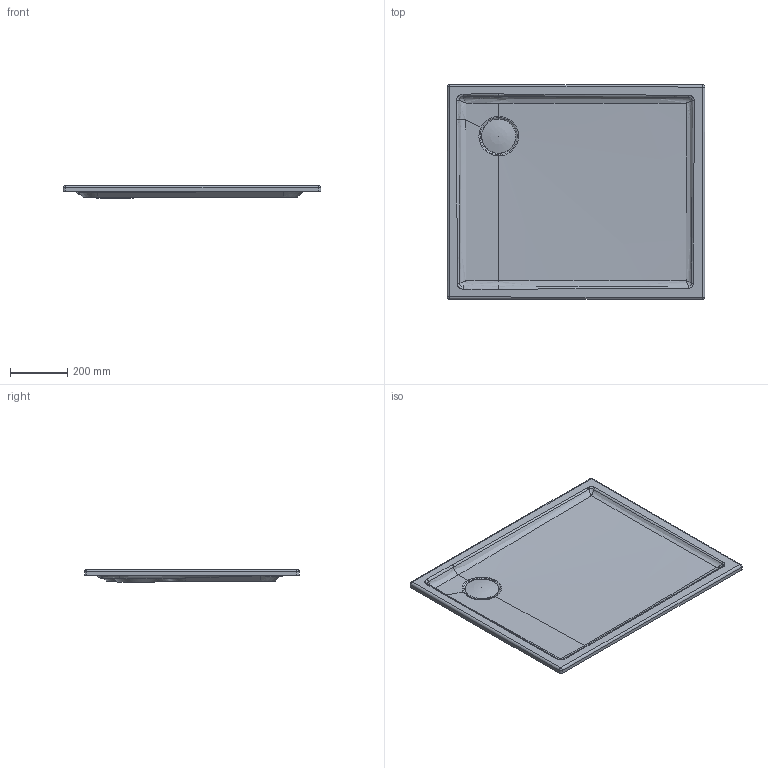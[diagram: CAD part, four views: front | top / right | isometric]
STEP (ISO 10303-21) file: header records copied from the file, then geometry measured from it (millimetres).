
FILE_DESCRIPTION((''),'2;1');
FILE_NAME('720117.stp','2013-06-27T20:21:09',('Administrator'),(''),'Autodesk Inventor 2011','Autodesk Inventor 2011','');
FILE_SCHEMA(('CONFIG_CONTROL_DESIGN'));
Length unit declared in the file: millimetre
Products named in the file (3): 720117; Stopfen_120
Assembly tree (2 placements, depth 2):
  720117
    720117
    Stopfen_120
Bounding box: 900.27 x 750.33 x 45 mm (x, y, z)
Volume: 9748698.5 mm3; surface area: 1533398.9 mm2
Topology: 2 solids, 2 shells, 118 faces, 283 edges, 163 vertices
Faces by surface type: bspline 49, plane 23, cylinder 20, cone 18, sphere 8
Full cylindrical faces by diameter (mm): 46.019 x1, 59.187 x1, 72.614 x1, 90 x1
Entity records: 12081 total; most frequent: CARTESIAN_POINT 9640, ORIENTED_EDGE 516, DIRECTION 362, EDGE_CURVE 258, VERTEX_POINT 155, AXIS2_PLACEMENT_3D 149, EDGE_LOOP 131, FACE_OUTER_BOUND 118
